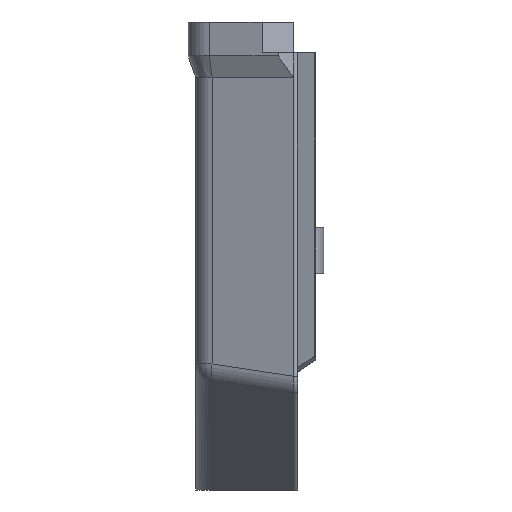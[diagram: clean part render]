
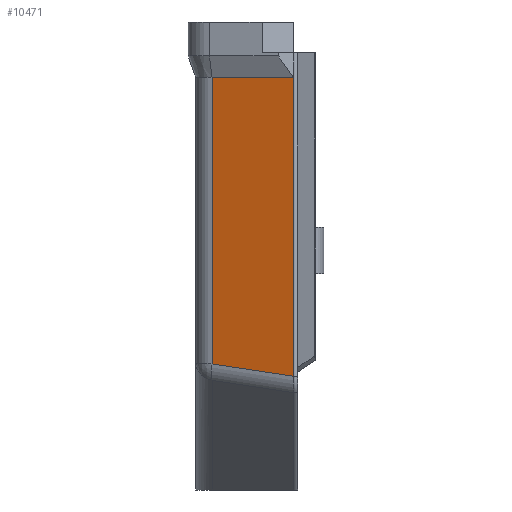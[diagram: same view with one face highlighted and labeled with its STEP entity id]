
A CAD part, left-side view. The second image highlights one B-rep face of the part: STEP entity #10471.
In plain terms, the highlighted planar face has unit normal (-0.94, 0.342, 0).
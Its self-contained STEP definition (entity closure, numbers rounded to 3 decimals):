
#2452 = CYLINDRICAL_SURFACE('',#2453,1.);
#2453 = AXIS2_PLACEMENT_3D('',#2454,#2455,#2456);
#2454 = CARTESIAN_POINT('',(-90.072,1.5,0.));
#2455 = DIRECTION('',(0.,0.,-1.));
#2456 = DIRECTION('',(0.,-1.,0.));
#5184 = VERTEX_POINT('',#5185);
#5185 = CARTESIAN_POINT('',(-91.012,1.842,
    -104.684));
#5273 = CYLINDRICAL_SURFACE('',#5274,8.);
#5274 = AXIS2_PLACEMENT_3D('',#5275,#5276,#5277);
#5275 = CARTESIAN_POINT('',(-84.13,-2.643,
    -104.947));
#5276 = DIRECTION('',(0.339,0.93,0.14));
#5277 = DIRECTION('',(-0.94,0.342,0.)
  );
#5458 = VERTEX_POINT('',#5459);
#5459 = CARTESIAN_POINT('',(-91.012,1.842,
    -7.869));
#5485 = EDGE_CURVE('',#5458,#5184,#5486,.T.);
#5486 = SURFACE_CURVE('',#5487,(#5491,#5498),.PCURVE_S1.);
#5487 = LINE('',#5488,#5489);
#5488 = CARTESIAN_POINT('',(-91.012,1.842,
    0.));
#5489 = VECTOR('',#5490,1.);
#5490 = DIRECTION('',(0.,0.,-1.));
#5491 = PCURVE('',#2452,#5492);
#5492 = DEFINITIONAL_REPRESENTATION('',(#5493),#5497);
#5493 = LINE('',#5494,#5495);
#5494 = CARTESIAN_POINT('',(1.92,0.));
#5495 = VECTOR('',#5496,1.);
#5496 = DIRECTION('',(0.,1.));
#5497 = ( GEOMETRIC_REPRESENTATION_CONTEXT(2) 
PARAMETRIC_REPRESENTATION_CONTEXT() REPRESENTATION_CONTEXT('2D SPACE',''
  ) );
#5498 = PCURVE('',#5499,#5504);
#5499 = PLANE('',#5500);
#5500 = AXIS2_PLACEMENT_3D('',#5501,#5502,#5503);
#5501 = CARTESIAN_POINT('',(-91.5,0.5,0.));
#5502 = DIRECTION('',(-0.94,0.342,0.)
  );
#5503 = DIRECTION('',(0.,0.,-1.));
#5504 = DEFINITIONAL_REPRESENTATION('',(#5505),#5509);
#5505 = LINE('',#5506,#5507);
#5506 = CARTESIAN_POINT('',(0.,-1.428));
#5507 = VECTOR('',#5508,1.);
#5508 = DIRECTION('',(1.,0.));
#5509 = ( GEOMETRIC_REPRESENTATION_CONTEXT(2) 
PARAMETRIC_REPRESENTATION_CONTEXT() REPRESENTATION_CONTEXT('2D SPACE',''
  ) );
#10116 = CYLINDRICAL_SURFACE('',#10117,8.);
#10117 = AXIS2_PLACEMENT_3D('',#10118,#10119,#10120);
#10118 = CARTESIAN_POINT('',(-73.887,25.5,0.));
#10119 = DIRECTION('',(0.,0.,-1.));
#10120 = DIRECTION('',(-0.94,0.342,0.
    ));
#10365 = EDGE_CURVE('',#5184,#10366,#10368,.T.);
#10366 = VERTEX_POINT('',#10367);
#10367 = CARTESIAN_POINT('',(-81.405,28.236,
    -100.705));
#10368 = SURFACE_CURVE('',#10369,(#10373,#10380),.PCURVE_S1.);
#10369 = LINE('',#10370,#10371);
#10370 = CARTESIAN_POINT('',(-91.648,0.094,
    -104.947));
#10371 = VECTOR('',#10372,1.);
#10372 = DIRECTION('',(0.339,0.93,0.14));
#10373 = PCURVE('',#5273,#10374);
#10374 = DEFINITIONAL_REPRESENTATION('',(#10375),#10379);
#10375 = LINE('',#10376,#10377);
#10376 = CARTESIAN_POINT('',(-0.,0.));
#10377 = VECTOR('',#10378,1.);
#10378 = DIRECTION('',(-0.,1.));
#10379 = ( GEOMETRIC_REPRESENTATION_CONTEXT(2) 
PARAMETRIC_REPRESENTATION_CONTEXT() REPRESENTATION_CONTEXT('2D SPACE',''
  ) );
#10380 = PCURVE('',#5499,#10381);
#10381 = DEFINITIONAL_REPRESENTATION('',(#10382),#10386);
#10382 = LINE('',#10383,#10384);
#10383 = CARTESIAN_POINT('',(104.947,0.432));
#10384 = VECTOR('',#10385,1.);
#10385 = DIRECTION('',(-0.14,-0.99));
#10386 = ( GEOMETRIC_REPRESENTATION_CONTEXT(2) 
PARAMETRIC_REPRESENTATION_CONTEXT() REPRESENTATION_CONTEXT('2D SPACE',''
  ) );
#10460 = PLANE('',#10461);
#10461 = AXIS2_PLACEMENT_3D('',#10462,#10463,#10464);
#10462 = CARTESIAN_POINT('',(-86.148,15.204,
    -7.869));
#10463 = DIRECTION('',(0.883,-0.321,0.342));
#10464 = DIRECTION('',(-0.321,0.117,0.94));
#10471 = ADVANCED_FACE('',(#10472),#5499,.T.);
#10472 = FACE_BOUND('',#10473,.T.);
#10473 = EDGE_LOOP('',(#10474,#10475,#10498,#10519));
#10474 = ORIENTED_EDGE('',*,*,#5485,.F.);
#10475 = ORIENTED_EDGE('',*,*,#10476,.F.);
#10476 = EDGE_CURVE('',#10477,#5458,#10479,.T.);
#10477 = VERTEX_POINT('',#10478);
#10478 = CARTESIAN_POINT('',(-81.405,28.236,
    -7.869));
#10479 = SURFACE_CURVE('',#10480,(#10484,#10491),.PCURVE_S1.);
#10480 = LINE('',#10481,#10482);
#10481 = CARTESIAN_POINT('',(-86.148,15.204,
    -7.869));
#10482 = VECTOR('',#10483,1.);
#10483 = DIRECTION('',(-0.342,-0.94,
    0.));
#10484 = PCURVE('',#5499,#10485);
#10485 = DEFINITIONAL_REPRESENTATION('',(#10486),#10490);
#10486 = LINE('',#10487,#10488);
#10487 = CARTESIAN_POINT('',(7.869,-15.647));
#10488 = VECTOR('',#10489,1.);
#10489 = DIRECTION('',(0.,1.));
#10490 = ( GEOMETRIC_REPRESENTATION_CONTEXT(2) 
PARAMETRIC_REPRESENTATION_CONTEXT() REPRESENTATION_CONTEXT('2D SPACE',''
  ) );
#10491 = PCURVE('',#10460,#10492);
#10492 = DEFINITIONAL_REPRESENTATION('',(#10493),#10497);
#10493 = LINE('',#10494,#10495);
#10494 = CARTESIAN_POINT('',(0.,0.));
#10495 = VECTOR('',#10496,1.);
#10496 = DIRECTION('',(0.,1.));
#10497 = ( GEOMETRIC_REPRESENTATION_CONTEXT(2) 
PARAMETRIC_REPRESENTATION_CONTEXT() REPRESENTATION_CONTEXT('2D SPACE',''
  ) );
#10498 = ORIENTED_EDGE('',*,*,#10499,.T.);
#10499 = EDGE_CURVE('',#10477,#10366,#10500,.T.);
#10500 = SURFACE_CURVE('',#10501,(#10505,#10512),.PCURVE_S1.);
#10501 = LINE('',#10502,#10503);
#10502 = CARTESIAN_POINT('',(-81.405,28.236,
    0.));
#10503 = VECTOR('',#10504,1.);
#10504 = DIRECTION('',(0.,0.,-1.));
#10505 = PCURVE('',#5499,#10506);
#10506 = DEFINITIONAL_REPRESENTATION('',(#10507),#10511);
#10507 = LINE('',#10508,#10509);
#10508 = CARTESIAN_POINT('',(0.,-29.516));
#10509 = VECTOR('',#10510,1.);
#10510 = DIRECTION('',(1.,0.));
#10511 = ( GEOMETRIC_REPRESENTATION_CONTEXT(2) 
PARAMETRIC_REPRESENTATION_CONTEXT() REPRESENTATION_CONTEXT('2D SPACE',''
  ) );
#10512 = PCURVE('',#10116,#10513);
#10513 = DEFINITIONAL_REPRESENTATION('',(#10514),#10518);
#10514 = LINE('',#10515,#10516);
#10515 = CARTESIAN_POINT('',(0.,0.));
#10516 = VECTOR('',#10517,1.);
#10517 = DIRECTION('',(0.,1.));
#10518 = ( GEOMETRIC_REPRESENTATION_CONTEXT(2) 
PARAMETRIC_REPRESENTATION_CONTEXT() REPRESENTATION_CONTEXT('2D SPACE',''
  ) );
#10519 = ORIENTED_EDGE('',*,*,#10365,.F.);
